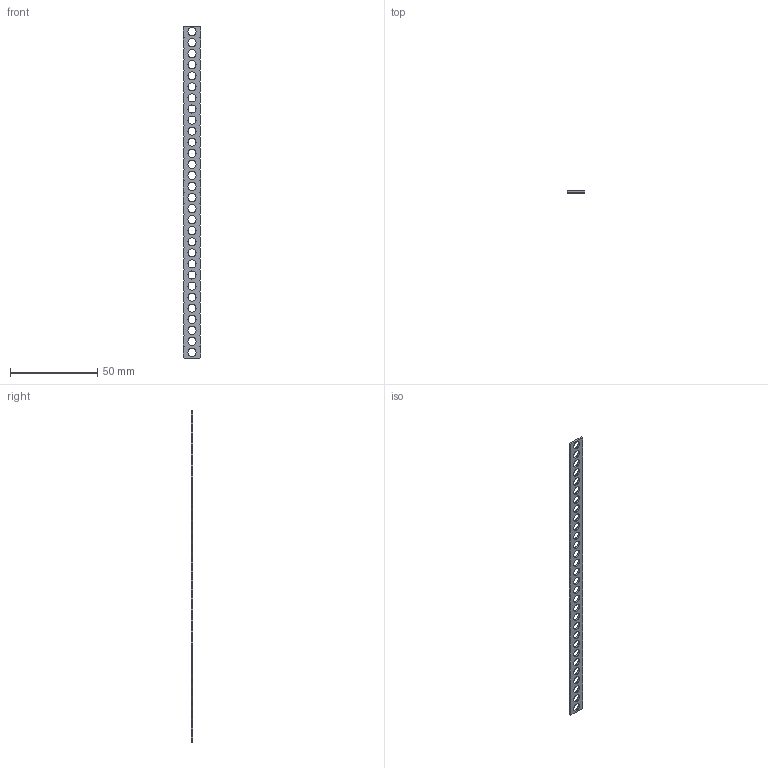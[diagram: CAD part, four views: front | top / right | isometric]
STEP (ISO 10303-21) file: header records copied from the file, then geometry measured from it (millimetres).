
FILE_DESCRIPTION(/* description */ (''),/* implementation_level */ '2;1');
FILE_NAME(/* name */ 'Quarter-Inch Pitch Bar, 30 holes.ipt.step',/* time_stamp */ '2020-04-16T23:17:38-04:00',/* author */ ('Jordan'),/* organization */ (''),/* preprocessor_version */ 'ST-DEVELOPER v17',/* originating_system */ 'Autodesk Inventor 2019',/* authorisation */ '');
FILE_SCHEMA (('AUTOMOTIVE_DESIGN { 1 0 10303 214 3 1 1 }'));
Length unit declared in the file: inch
Products named in the file (1): VM-BAR-30 RevA
Bounding box: 10.16 x 0.97 x 190.5 mm (x, y, z)
Volume: 1367.2 mm3; surface area: 3663.2 mm2
Topology: 1 solids, 1 shells, 214 faces, 696 edges, 484 vertices
Faces by surface type: plane 184, cylinder 30
Full cylindrical faces by diameter (mm): 4.623 x30
Entity records: 7841 total; most frequent: CARTESIAN_POINT 1395, ORIENTED_EDGE 1392, DIRECTION 1246, EDGE_CURVE 696, LINE 576, VECTOR 576, VERTEX_POINT 484, AXIS2_PLACEMENT_3D 335
